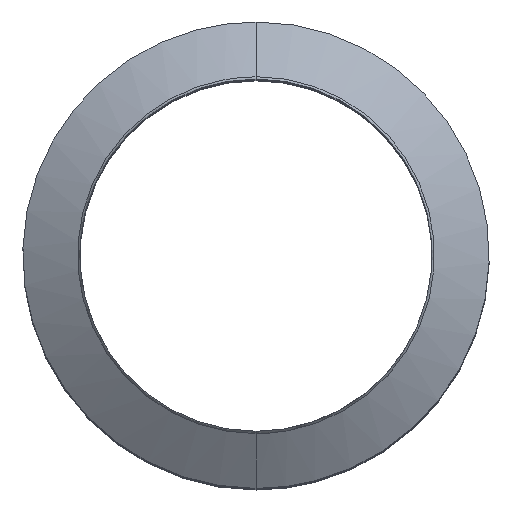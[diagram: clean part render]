
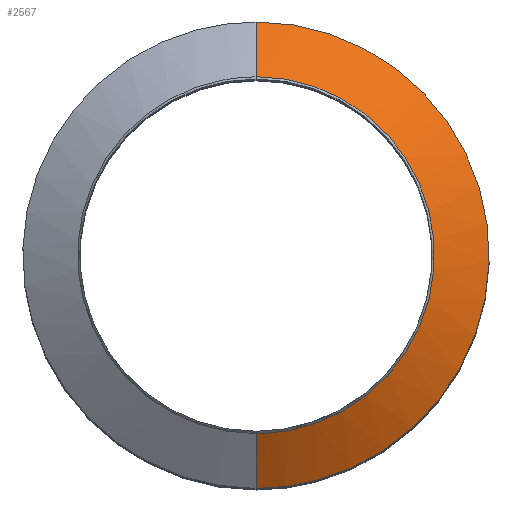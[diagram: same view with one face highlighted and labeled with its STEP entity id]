
A CAD part, top view. The second image highlights one B-rep face of the part: STEP entity #2567.
In plain terms, the highlighted free-form (B-spline) face has degree [5, 1] with [9, 2] control points.
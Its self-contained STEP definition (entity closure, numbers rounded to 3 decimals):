
#1469=CARTESIAN_POINT('Vertex',(0.,0.,-0.656)) ;
#1473=CARTESIAN_POINT('Control Point',(0.,0.,-0.656)) ;
#1474=CARTESIAN_POINT('Control Point',(0.629,0.,-0.691)) ;
#1475=CARTESIAN_POINT('Control Point',(1.258,-0.247,-0.726)) ;
#1476=CARTESIAN_POINT('Control Point',(1.753,-0.742,-0.761)) ;
#1477=CARTESIAN_POINT('Control Point',(2.247,-2.,-0.831)) ;
#1478=CARTESIAN_POINT('Control Point',(1.753,-3.258,-0.901)) ;
#1479=CARTESIAN_POINT('Control Point',(1.258,-3.753,-0.936)) ;
#1480=CARTESIAN_POINT('Control Point',(0.629,-4.,-0.971)) ;
#1481=CARTESIAN_POINT('Control Point',(0.,-4.,-1.006)) ;
#1482=CARTESIAN_POINT('Vertex',(0.,-4.,-1.006)) ;
#2520=CARTESIAN_POINT('Control Point',(0.,0.,-0.656)) ;
#2521=CARTESIAN_POINT('Control Point',(0.,-0.47,-0.385)) ;
#2522=CARTESIAN_POINT('Control Point',(0.629,0.,-0.691)) ;
#2523=CARTESIAN_POINT('Control Point',(0.481,-0.47,-0.42)) ;
#2524=CARTESIAN_POINT('Control Point',(1.258,-0.247,-0.726)) ;
#2525=CARTESIAN_POINT('Control Point',(0.963,-0.659,-0.455)) ;
#2526=CARTESIAN_POINT('Control Point',(1.753,-0.742,-0.761)) ;
#2527=CARTESIAN_POINT('Control Point',(1.341,-1.037,-0.49)) ;
#2528=CARTESIAN_POINT('Control Point',(2.247,-2.,-0.831)) ;
#2529=CARTESIAN_POINT('Control Point',(1.72,-2.,-0.56)) ;
#2530=CARTESIAN_POINT('Control Point',(1.753,-3.258,-0.901)) ;
#2531=CARTESIAN_POINT('Control Point',(1.341,-2.963,-0.63)) ;
#2532=CARTESIAN_POINT('Control Point',(1.258,-3.753,-0.936)) ;
#2533=CARTESIAN_POINT('Control Point',(0.963,-3.341,-0.665)) ;
#2534=CARTESIAN_POINT('Control Point',(0.629,-4.,-0.971)) ;
#2535=CARTESIAN_POINT('Control Point',(0.481,-3.53,-0.7)) ;
#2536=CARTESIAN_POINT('Control Point',(0.,-4.,-1.006)) ;
#2537=CARTESIAN_POINT('Control Point',(0.,-3.53,-0.735)) ;
#2539=CARTESIAN_POINT('Control Point',(0.,0.,-0.656)) ;
#2540=CARTESIAN_POINT('Control Point',(0.,-0.47,-0.385)) ;
#2541=CARTESIAN_POINT('Vertex',(0.,-0.47,-0.385)) ;
#2545=CARTESIAN_POINT('Control Point',(0.,-0.47,-0.385)) ;
#2546=CARTESIAN_POINT('Control Point',(0.481,-0.47,-0.42)) ;
#2547=CARTESIAN_POINT('Control Point',(0.963,-0.659,-0.455)) ;
#2548=CARTESIAN_POINT('Control Point',(1.341,-1.037,-0.49)) ;
#2549=CARTESIAN_POINT('Control Point',(1.72,-2.,-0.56)) ;
#2550=CARTESIAN_POINT('Control Point',(1.341,-2.963,-0.63)) ;
#2551=CARTESIAN_POINT('Control Point',(0.963,-3.341,-0.665)) ;
#2552=CARTESIAN_POINT('Control Point',(0.481,-3.53,-0.7)) ;
#2553=CARTESIAN_POINT('Control Point',(0.,-3.53,-0.735)) ;
#2554=CARTESIAN_POINT('Vertex',(0.,-3.53,-0.735)) ;
#2558=CARTESIAN_POINT('Control Point',(0.,-4.,-1.006)) ;
#2559=CARTESIAN_POINT('Control Point',(0.,-3.53,-0.735)) ;
#2562=ORIENTED_EDGE('',*,*,#1484,.F.) ;
#2563=ORIENTED_EDGE('',*,*,#2543,.T.) ;
#2564=ORIENTED_EDGE('',*,*,#2556,.T.) ;
#2565=ORIENTED_EDGE('',*,*,#2560,.F.) ;
#2567=ADVANCED_FACE('PartBody',(#2566),#2519,.F.) ;
#1472=B_SPLINE_CURVE_WITH_KNOTS('',5,(#1473,#1474,#1475,#1476,#1477,#1478,#1479,#1480,#1481),.UNSPECIFIED.,.F.,.U.,(6,3,6),(0.,2.633,5.266),.UNSPECIFIED.) ;
#2538=B_SPLINE_CURVE_WITH_KNOTS('',1,(#2539,#2540),.UNSPECIFIED.,.F.,.U.,(2,2),(-0.271,0.271),.UNSPECIFIED.) ;
#2544=B_SPLINE_CURVE_WITH_KNOTS('',5,(#2545,#2546,#2547,#2548,#2549,#2550,#2551,#2552,#2553),.UNSPECIFIED.,.F.,.U.,(6,3,6),(0.,2.633,5.266),.UNSPECIFIED.) ;
#2557=B_SPLINE_CURVE_WITH_KNOTS('',1,(#2558,#2559),.UNSPECIFIED.,.F.,.U.,(2,2),(-0.271,0.271),.UNSPECIFIED.) ;
#2519=B_SPLINE_SURFACE_WITH_KNOTS('',5,1,((#2520,#2521),(#2522,#2523),(#2524,#2525),(#2526,#2527),(#2528,#2529),(#2530,#2531),(#2532,#2533),(#2534,#2535),(#2536,#2537)),.UNSPECIFIED.,.F.,.F.,.U.,(6,3,6),(2,2),(0.,2.633,5.266),(-0.271,0.271),.UNSPECIFIED.) ;
#1484=EDGE_CURVE('',#1470,#1483,#1472,.T.) ;
#2543=EDGE_CURVE('',#1470,#2542,#2538,.T.) ;
#2556=EDGE_CURVE('',#2542,#2555,#2544,.T.) ;
#2560=EDGE_CURVE('',#1483,#2555,#2557,.T.) ;
#2561=EDGE_LOOP('',(#2562,#2563,#2564,#2565)) ;
#2566=FACE_OUTER_BOUND('',#2561,.T.) ;
#1470=VERTEX_POINT('',#1469) ;
#1483=VERTEX_POINT('',#1482) ;
#2542=VERTEX_POINT('',#2541) ;
#2555=VERTEX_POINT('',#2554) ;
